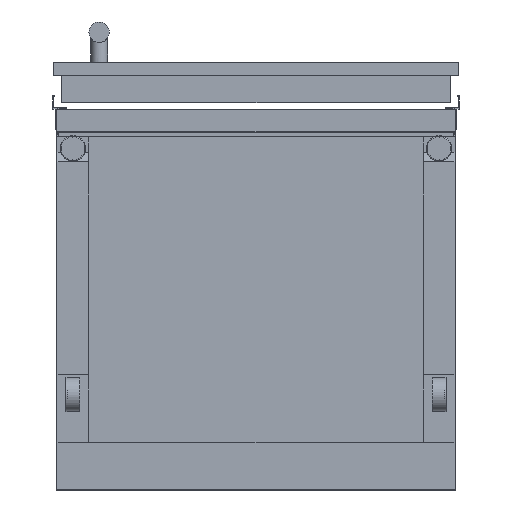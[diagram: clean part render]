
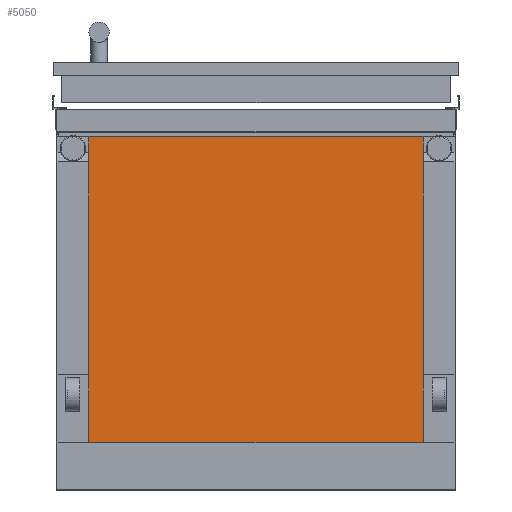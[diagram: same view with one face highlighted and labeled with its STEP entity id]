
A CAD part, front view. The second image highlights one B-rep face of the part: STEP entity #5050.
In plain terms, the highlighted planar face has unit normal (0, -1, 0).
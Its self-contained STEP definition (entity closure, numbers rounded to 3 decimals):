
#152 = EDGE_CURVE ( 'NONE', #5457, #9570, #535, .T. ) ;
#278 = ORIENTED_EDGE ( 'NONE', *, *, #288, .T. ) ;
#288 = EDGE_CURVE ( 'NONE', #5457, #8529, #10981, .T. ) ;
#379 = VERTEX_POINT ( 'NONE', #6561 ) ;
#535 = LINE ( 'NONE', #8865, #9997 ) ;
#885 = LINE ( 'NONE', #9537, #5940 ) ;
#1064 = CARTESIAN_POINT ( 'NONE',  ( 246., -990.85, 240. ) ) ;
#1757 = DIRECTION ( 'NONE',  ( 0., 0., 1. ) ) ;
#1893 = CARTESIAN_POINT ( 'NONE',  ( -246., -990.85, 240. ) ) ;
#1972 = PLANE ( 'NONE',  #6462 ) ;
#2019 = CARTESIAN_POINT ( 'NONE',  ( -246., -990.85, -280. ) ) ;
#2129 = ORIENTED_EDGE ( 'NONE', *, *, #152, .F. ) ;
#2659 = CARTESIAN_POINT ( 'NONE',  ( 246., -990.85, -280. ) ) ;
#2987 = ORIENTED_EDGE ( 'NONE', *, *, #8812, .F. ) ;
#3398 = EDGE_CURVE ( 'NONE', #8529, #379, #8746, .T. ) ;
#4482 = DIRECTION ( 'NONE',  ( 0., 0., 1. ) ) ;
#5050 = ADVANCED_FACE ( 'NONE', ( #10573 ), #1972, .F. ) ;
#5457 = VERTEX_POINT ( 'NONE', #6667 ) ;
#5940 = VECTOR ( 'NONE', #1757, 1000. ) ;
#6462 = AXIS2_PLACEMENT_3D ( 'NONE', #2019, #11778, #6894 ) ;
#6561 = CARTESIAN_POINT ( 'NONE',  ( -246., -990.85, 240. ) ) ;
#6667 = CARTESIAN_POINT ( 'NONE',  ( 246., -990.85, -210.4 ) ) ;
#6894 = DIRECTION ( 'NONE',  ( 0., 0., 1. ) ) ;
#7977 = DIRECTION ( 'NONE',  ( -1., 0., 0. ) ) ;
#8435 = VECTOR ( 'NONE', #8669, 1000. ) ;
#8529 = VERTEX_POINT ( 'NONE', #1064 ) ;
#8669 = DIRECTION ( 'NONE',  ( -1., 0., 0. ) ) ;
#8746 = LINE ( 'NONE', #1893, #8435 ) ;
#8812 = EDGE_CURVE ( 'NONE', #9570, #379, #885, .T. ) ;
#8865 = CARTESIAN_POINT ( 'NONE',  ( -293., -990.85, -210.4 ) ) ;
#9454 = VECTOR ( 'NONE', #4482, 1000. ) ;
#9537 = CARTESIAN_POINT ( 'NONE',  ( -246., -990.85, -280. ) ) ;
#9570 = VERTEX_POINT ( 'NONE', #11684 ) ;
#9997 = VECTOR ( 'NONE', #7977, 1000. ) ;
#10573 = FACE_OUTER_BOUND ( 'NONE', #11397, .T. ) ;
#10981 = LINE ( 'NONE', #2659, #9454 ) ;
#11397 = EDGE_LOOP ( 'NONE', ( #278, #12563, #2987, #2129 ) ) ;
#11684 = CARTESIAN_POINT ( 'NONE',  ( -246., -990.85, -210.4 ) ) ;
#11778 = DIRECTION ( 'NONE',  ( 0., 1., 0. ) ) ;
#12563 = ORIENTED_EDGE ( 'NONE', *, *, #3398, .T. ) ;
